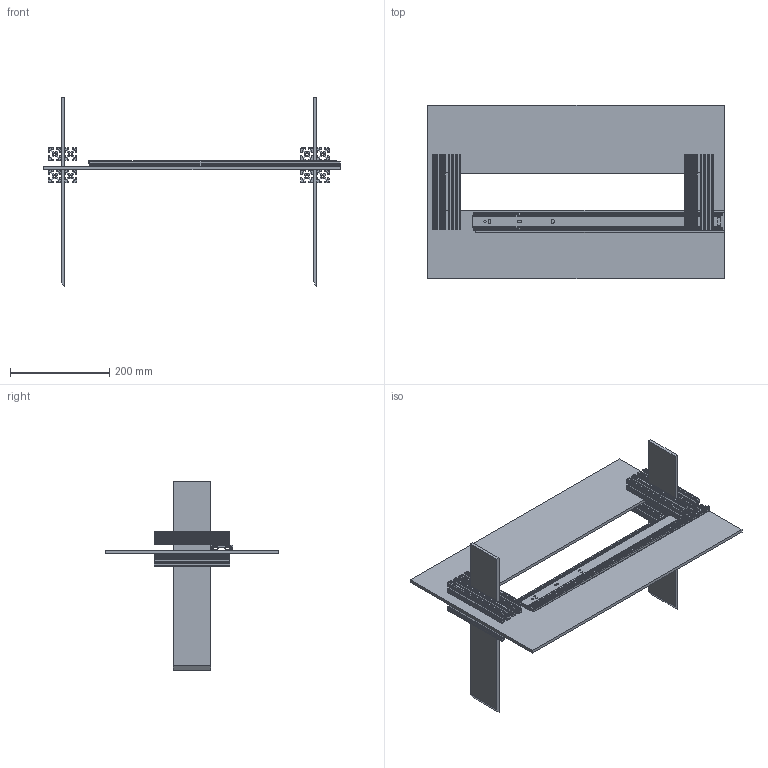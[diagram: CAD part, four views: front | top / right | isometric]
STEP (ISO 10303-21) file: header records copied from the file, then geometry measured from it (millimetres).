
FILE_DESCRIPTION (( 'STEP AP203' ), '1' );
FILE_NAME ('Irby-''Grabber'' Proto Final.STEP', '2018-01-15T15:30:08', ( '' ), ( '' ), 'SwSTEP 2.0', 'SolidWorks 2017', '' );
FILE_SCHEMA (( 'CONFIG_CONTROL_DESIGN' ));
Length unit declared in the file: inch
Products named in the file (13): Irby-''Grabber'' Proto Final; Base_Base; Bearing BM-T_Bearing BM-T; Middle_Middle; Drawer Slide Side-Mount - MMC 2712A6_Drawer Slide-Sliding; Bearing BM-B_Bearing BM-B; Irby-''Grabber'' Fork Proto Final; Top_Top; Irby-''Grabber'' Fork P1; Irby-''Grabber'' Faceplate; Bearing MT-B_Bearing MT-B; Bearing MT-T_Bearing MT-T; modifiable_t-slot_bar__6_in_
Assembly tree (16 placements, depth 3):
  Irby-''Grabber'' Proto Final
    Irby-''Grabber'' Faceplate
    Irby-''Grabber'' Fork Proto Final  x2
      Irby-''Grabber'' Fork P1
      modifiable_t-slot_bar__6_in_
    Drawer Slide Side-Mount - MMC 2712A6_Drawer Slide-Sliding
      Base_Base
      Middle_Middle
      Top_Top
      Bearing BM-T_Bearing BM-T
      Bearing BM-B_Bearing BM-B
      Bearing MT-T_Bearing MT-T
      Bearing MT-B_Bearing MT-B
Bounding box: 596.9 x 349.25 x 381 mm (x, y, z)
Volume: 1933927.6 mm3; surface area: 922915.9 mm2
Topology: 18 solids, 18 shells, 1254 faces, 3558 edges, 2388 vertices
Faces by surface type: cylinder 593, plane 589, bspline 72
Entity records: 18937 total; most frequent: CARTESIAN_POINT 6149, ORIENTED_EDGE 2388, DIRECTION 2266, EDGE_CURVE 1194, VERTEX_POINT 812, AXIS2_PLACEMENT_3D 769, LINE 728, VECTOR 728
